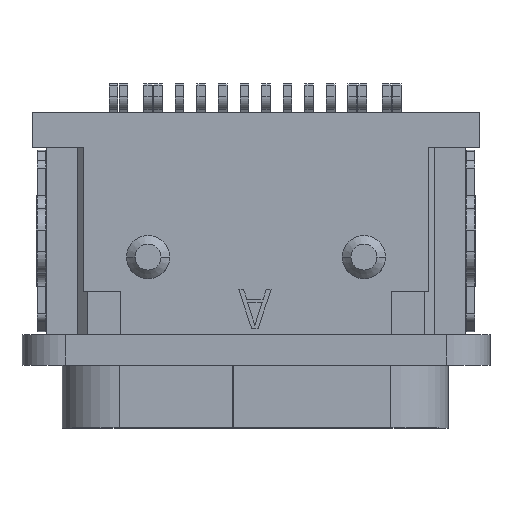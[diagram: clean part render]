
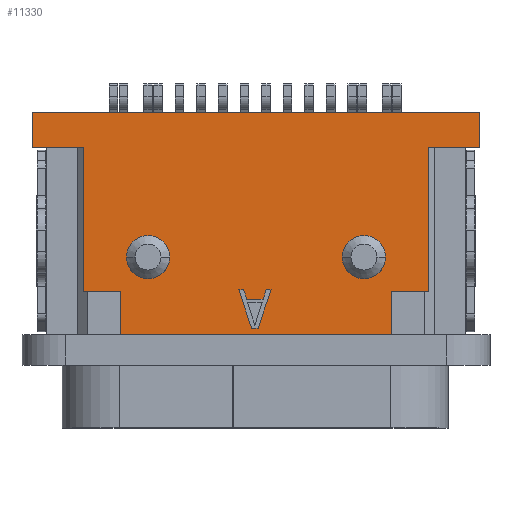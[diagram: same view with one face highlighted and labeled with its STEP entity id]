
A CAD part, top view. The second image highlights one B-rep face of the part: STEP entity #11330.
In plain terms, the highlighted planar face has unit normal (0, 0, 1).
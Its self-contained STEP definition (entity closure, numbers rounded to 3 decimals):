
#5=DIRECTION('',(-1.,0.,0.));
#6=VECTOR('',#5,10.34);
#7=CARTESIAN_POINT('',(5.17,6.5,2.13));
#8=LINE('',#7,#6);
#53=DIRECTION('',(0.,-1.,0.));
#54=VECTOR('',#53,0.8);
#55=CARTESIAN_POINT('',(-5.17,6.5,2.13));
#56=LINE('',#55,#54);
#61=DIRECTION('',(1.,0.,0.));
#62=VECTOR('',#61,0.15);
#63=CARTESIAN_POINT('',(-0.1,1.5,2.13));
#64=LINE('',#63,#62);
#65=DIRECTION('',(0.316,0.949,0.));
#66=VECTOR('',#65,0.949);
#67=CARTESIAN_POINT('',(0.05,1.5,2.13));
#68=LINE('',#67,#66);
#69=DIRECTION('',(-1.,0.,0.));
#70=VECTOR('',#69,0.113);
#71=CARTESIAN_POINT('',(0.35,2.4,2.13));
#72=LINE('',#71,#70);
#73=DIRECTION('',(-0.31,-0.951,0.));
#74=VECTOR('',#73,0.242);
#75=CARTESIAN_POINT('',(0.238,2.4,2.13));
#76=LINE('',#75,#74);
#77=DIRECTION('',(-1.,0.,0.));
#78=VECTOR('',#77,0.375);
#79=CARTESIAN_POINT('',(0.163,2.17,2.13));
#80=LINE('',#79,#78);
#81=DIRECTION('',(-0.31,0.951,0.));
#82=VECTOR('',#81,0.242);
#83=CARTESIAN_POINT('',(-0.213,2.17,2.13));
#84=LINE('',#83,#82);
#85=DIRECTION('',(-1.,0.,0.));
#86=VECTOR('',#85,0.113);
#87=CARTESIAN_POINT('',(-0.287,2.4,2.13));
#88=LINE('',#87,#86);
#89=DIRECTION('',(0.316,-0.949,0.));
#90=VECTOR('',#89,0.949);
#91=CARTESIAN_POINT('',(-0.4,2.4,2.13));
#92=LINE('',#91,#90);
#93=CARTESIAN_POINT('',(2.5,3.15,2.13));
#94=DIRECTION('',(0.,0.,1.));
#95=DIRECTION('',(-1.,0.,0.));
#96=AXIS2_PLACEMENT_3D('',#93,#94,#95);
#98=CARTESIAN_POINT('',(2.5,3.15,2.13));
#99=DIRECTION('',(0.,0.,1.));
#100=DIRECTION('',(1.,0.,0.));
#101=AXIS2_PLACEMENT_3D('',#98,#99,#100);
#103=CARTESIAN_POINT('',(-2.5,3.15,2.13));
#104=DIRECTION('',(0.,0.,1.));
#105=DIRECTION('',(-1.,0.,0.));
#106=AXIS2_PLACEMENT_3D('',#103,#104,#105);
#108=CARTESIAN_POINT('',(-2.5,3.15,2.13));
#109=DIRECTION('',(0.,0.,1.));
#110=DIRECTION('',(1.,0.,0.));
#111=AXIS2_PLACEMENT_3D('',#108,#109,#110);
#113=DIRECTION('',(0.,-1.,0.));
#114=VECTOR('',#113,0.8);
#115=CARTESIAN_POINT('',(5.17,6.5,2.13));
#116=LINE('',#115,#114);
#117=DIRECTION('',(0.,-1.,0.));
#118=VECTOR('',#117,3.35);
#119=CARTESIAN_POINT('',(3.995,5.7,2.13));
#120=LINE('',#119,#118);
#121=DIRECTION('',(-1.,0.,0.));
#122=VECTOR('',#121,0.85);
#123=CARTESIAN_POINT('',(3.995,2.35,2.13));
#124=LINE('',#123,#122);
#125=DIRECTION('',(0.,1.,0.));
#126=VECTOR('',#125,1.);
#127=CARTESIAN_POINT('',(3.145,1.35,2.13));
#128=LINE('',#127,#126);
#129=DIRECTION('',(-1.,0.,0.));
#130=VECTOR('',#129,6.29);
#131=CARTESIAN_POINT('',(3.145,1.35,2.13));
#132=LINE('',#131,#130);
#133=DIRECTION('',(0.,1.,0.));
#134=VECTOR('',#133,1.);
#135=CARTESIAN_POINT('',(-3.145,1.35,2.13));
#136=LINE('',#135,#134);
#137=DIRECTION('',(-1.,0.,0.));
#138=VECTOR('',#137,0.85);
#139=CARTESIAN_POINT('',(-3.145,2.35,2.13));
#140=LINE('',#139,#138);
#141=DIRECTION('',(0.,-1.,0.));
#142=VECTOR('',#141,3.35);
#143=CARTESIAN_POINT('',(-3.995,5.7,2.13));
#144=LINE('',#143,#142);
#357=DIRECTION('',(1.,0.,0.));
#358=VECTOR('',#357,1.175);
#359=CARTESIAN_POINT('',(-5.17,5.7,2.13));
#360=LINE('',#359,#358);
#402=DIRECTION('',(1.,0.,0.));
#403=VECTOR('',#402,1.175);
#404=CARTESIAN_POINT('',(3.995,5.7,2.13));
#405=LINE('',#404,#403);
#8790=CARTESIAN_POINT('',(-0.1,1.5,2.13));
#8791=CARTESIAN_POINT('',(0.05,1.5,2.13));
#8792=VERTEX_POINT('',#8790);
#8793=VERTEX_POINT('',#8791);
#8794=CARTESIAN_POINT('',(0.35,2.4,2.13));
#8795=VERTEX_POINT('',#8794);
#8796=CARTESIAN_POINT('',(0.238,2.4,2.13));
#8797=VERTEX_POINT('',#8796);
#8798=CARTESIAN_POINT('',(0.163,2.17,2.13));
#8799=VERTEX_POINT('',#8798);
#8800=CARTESIAN_POINT('',(-0.213,2.17,2.13));
#8801=VERTEX_POINT('',#8800);
#8802=CARTESIAN_POINT('',(-0.287,2.4,2.13));
#8803=VERTEX_POINT('',#8802);
#8804=CARTESIAN_POINT('',(-0.4,2.4,2.13));
#8805=VERTEX_POINT('',#8804);
#8866=CARTESIAN_POINT('',(5.17,6.5,2.13));
#8867=VERTEX_POINT('',#8866);
#8868=CARTESIAN_POINT('',(-5.17,6.5,2.13));
#8869=VERTEX_POINT('',#8868);
#8870=CARTESIAN_POINT('',(-5.17,5.7,2.13));
#8871=VERTEX_POINT('',#8870);
#8872=CARTESIAN_POINT('',(5.17,5.7,2.13));
#8873=VERTEX_POINT('',#8872);
#8874=CARTESIAN_POINT('',(2.,3.15,2.13));
#8875=CARTESIAN_POINT('',(3.,3.15,2.13));
#8876=VERTEX_POINT('',#8874);
#8877=VERTEX_POINT('',#8875);
#8878=CARTESIAN_POINT('',(-3.,3.15,2.13));
#8879=CARTESIAN_POINT('',(-2.,3.15,2.13));
#8880=VERTEX_POINT('',#8878);
#8881=VERTEX_POINT('',#8879);
#8882=CARTESIAN_POINT('',(3.145,1.35,2.13));
#8884=VERTEX_POINT('',#8882);
#8886=CARTESIAN_POINT('',(-3.145,1.35,2.13));
#8888=VERTEX_POINT('',#8886);
#8890=CARTESIAN_POINT('',(3.145,2.35,2.13));
#8891=VERTEX_POINT('',#8890);
#8892=CARTESIAN_POINT('',(-3.145,2.35,2.13));
#8893=VERTEX_POINT('',#8892);
#8910=CARTESIAN_POINT('',(3.995,5.7,2.13));
#8911=CARTESIAN_POINT('',(3.995,2.35,2.13));
#8912=VERTEX_POINT('',#8910);
#8913=VERTEX_POINT('',#8911);
#8914=CARTESIAN_POINT('',(-3.995,5.7,2.13));
#8915=CARTESIAN_POINT('',(-3.995,2.35,2.13));
#8916=VERTEX_POINT('',#8914);
#8917=VERTEX_POINT('',#8915);
#11271=CARTESIAN_POINT('',(-4.97,0.,2.13));
#11272=DIRECTION('',(0.,0.,1.));
#11273=DIRECTION('',(1.,0.,0.));
#11274=AXIS2_PLACEMENT_3D('',#11271,#11272,#11273);
#11275=PLANE('',#11274);
#11277=ORIENTED_EDGE('',*,*,#11276,.F.);
#11278=ORIENTED_EDGE('',*,*,#11264,.F.);
#11279=ORIENTED_EDGE('',*,*,#11201,.F.);
#11281=ORIENTED_EDGE('',*,*,#11280,.T.);
#11283=ORIENTED_EDGE('',*,*,#11282,.F.);
#11285=ORIENTED_EDGE('',*,*,#11284,.T.);
#11287=ORIENTED_EDGE('',*,*,#11286,.T.);
#11289=ORIENTED_EDGE('',*,*,#11288,.F.);
#11291=ORIENTED_EDGE('',*,*,#11290,.T.);
#11293=ORIENTED_EDGE('',*,*,#11292,.T.);
#11295=ORIENTED_EDGE('',*,*,#11294,.T.);
#11297=ORIENTED_EDGE('',*,*,#11296,.F.);
#11298=EDGE_LOOP('',(#11277,#11278,#11279,#11281,#11283,#11285,#11287,#11289,
#11291,#11293,#11295,#11297));
#11299=FACE_OUTER_BOUND('',#11298,.F.);
#11301=ORIENTED_EDGE('',*,*,#11300,.T.);
#11303=ORIENTED_EDGE('',*,*,#11302,.T.);
#11305=ORIENTED_EDGE('',*,*,#11304,.T.);
#11307=ORIENTED_EDGE('',*,*,#11306,.T.);
#11309=ORIENTED_EDGE('',*,*,#11308,.T.);
#11311=ORIENTED_EDGE('',*,*,#11310,.T.);
#11313=ORIENTED_EDGE('',*,*,#11312,.T.);
#11315=ORIENTED_EDGE('',*,*,#11314,.T.);
#11316=EDGE_LOOP('',(#11301,#11303,#11305,#11307,#11309,#11311,#11313,#11315));
#11317=FACE_BOUND('',#11316,.F.);
#11319=ORIENTED_EDGE('',*,*,#11318,.T.);
#11321=ORIENTED_EDGE('',*,*,#11320,.T.);
#11322=EDGE_LOOP('',(#11319,#11321));
#11323=FACE_BOUND('',#11322,.F.);
#11325=ORIENTED_EDGE('',*,*,#11324,.T.);
#11327=ORIENTED_EDGE('',*,*,#11326,.T.);
#11328=EDGE_LOOP('',(#11325,#11327));
#11329=FACE_BOUND('',#11328,.F.);
#11330=ADVANCED_FACE('',(#11299,#11317,#11323,#11329),#11275,.T.);
#97=CIRCLE('',#96,0.5);
#102=CIRCLE('',#101,0.5);
#107=CIRCLE('',#106,0.5);
#112=CIRCLE('',#111,0.5);
#11201=EDGE_CURVE('',#8867,#8869,#8,.T.);
#11264=EDGE_CURVE('',#8869,#8871,#56,.T.);
#11276=EDGE_CURVE('',#8871,#8916,#360,.T.);
#11280=EDGE_CURVE('',#8867,#8873,#116,.T.);
#11282=EDGE_CURVE('',#8912,#8873,#405,.T.);
#11284=EDGE_CURVE('',#8912,#8913,#120,.T.);
#11286=EDGE_CURVE('',#8913,#8891,#124,.T.);
#11288=EDGE_CURVE('',#8884,#8891,#128,.T.);
#11290=EDGE_CURVE('',#8884,#8888,#132,.T.);
#11292=EDGE_CURVE('',#8888,#8893,#136,.T.);
#11294=EDGE_CURVE('',#8893,#8917,#140,.T.);
#11296=EDGE_CURVE('',#8916,#8917,#144,.T.);
#11300=EDGE_CURVE('',#8792,#8793,#64,.T.);
#11302=EDGE_CURVE('',#8793,#8795,#68,.T.);
#11304=EDGE_CURVE('',#8795,#8797,#72,.T.);
#11306=EDGE_CURVE('',#8797,#8799,#76,.T.);
#11308=EDGE_CURVE('',#8799,#8801,#80,.T.);
#11310=EDGE_CURVE('',#8801,#8803,#84,.T.);
#11312=EDGE_CURVE('',#8803,#8805,#88,.T.);
#11314=EDGE_CURVE('',#8805,#8792,#92,.T.);
#11318=EDGE_CURVE('',#8876,#8877,#97,.T.);
#11320=EDGE_CURVE('',#8877,#8876,#102,.T.);
#11324=EDGE_CURVE('',#8880,#8881,#107,.T.);
#11326=EDGE_CURVE('',#8881,#8880,#112,.T.);
